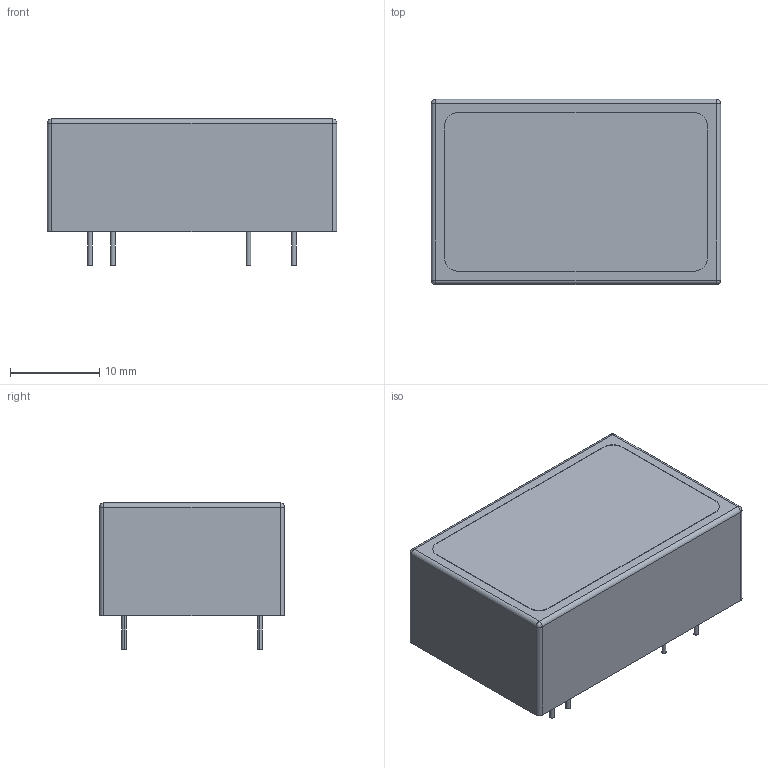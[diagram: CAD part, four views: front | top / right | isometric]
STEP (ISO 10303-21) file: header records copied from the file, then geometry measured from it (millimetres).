
FILE_DESCRIPTION((''),'2;1');
FILE_NAME('DCDC_TRACO_TEN3.stp','2013-09-24T16:49:54',(''),(''),'Mechanical Desktop 2011','Mechanical Desktop 2011',', , ');
FILE_SCHEMA(('AUTOMOTIVE_DESIGN { 1 2 10303 214 1 1 1 1 }'));
Length unit declared in the file: millimetre
Products named in the file (1): Product
Bounding box: 32.5 x 20.8 x 16.5 mm (x, y, z)
Volume: 8575.2 mm3; surface area: 3768.2 mm2
Topology: 10 solids, 10 shells, 60 faces, 112 edges, 68 vertices
Faces by surface type: cylinder 28, plane 28, sphere 4
Entity records: 1522 total; most frequent: DIRECTION 286, CARTESIAN_POINT 237, ORIENTED_EDGE 216, AXIS2_PLACEMENT_3D 117, EDGE_CURVE 108, VERTEX_POINT 68, EDGE_LOOP 60, FACE_OUTER_BOUND 60
